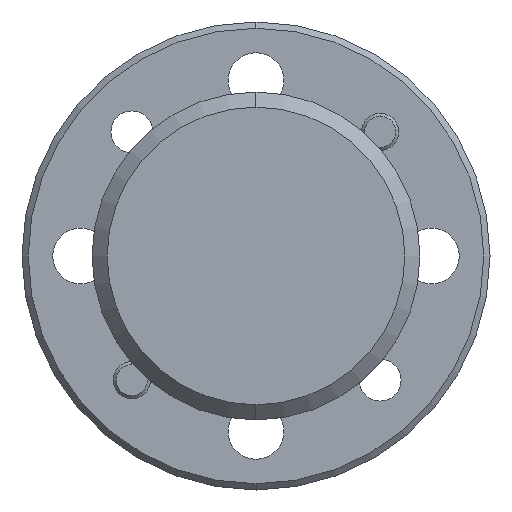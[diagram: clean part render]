
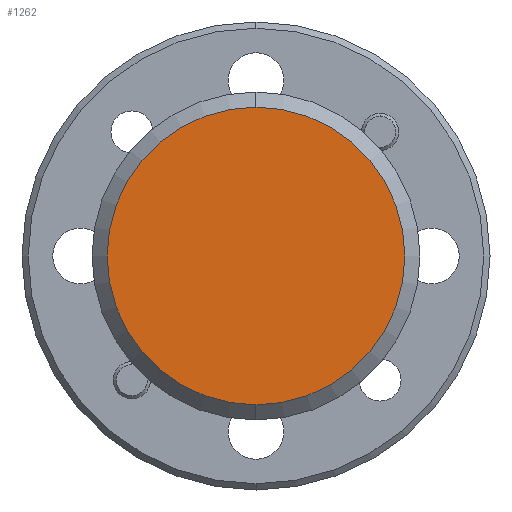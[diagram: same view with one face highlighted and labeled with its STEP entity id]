
A CAD part, left-side view. The second image highlights one B-rep face of the part: STEP entity #1262.
In plain terms, the highlighted planar face has unit normal (-1, 0, 0).
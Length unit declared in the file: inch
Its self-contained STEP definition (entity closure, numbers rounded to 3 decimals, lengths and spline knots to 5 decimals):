
#61 = CARTESIAN_POINT ( 'NONE',  ( -1., 0., -0.2385 ) ) ;
#111 = DIRECTION ( 'NONE',  ( -1., 0., 0. ) ) ;
#156 = FACE_OUTER_BOUND ( 'NONE', #1813, .T. ) ;
#261 = PLANE ( 'NONE',  #1411 ) ;
#341 = CIRCLE ( 'NONE', #1030, 0.2385 ) ;
#624 = ORIENTED_EDGE ( 'NONE', *, *, #1326, .T. ) ;
#798 = CARTESIAN_POINT ( 'NONE',  ( -1., 0., 0.2385 ) ) ;
#881 = DIRECTION ( 'NONE',  ( -1., 0., 0. ) ) ;
#917 = CARTESIAN_POINT ( 'NONE',  ( -1., 0., 0. ) ) ;
#1030 = AXIS2_PLACEMENT_3D ( 'NONE', #1882, #2037, #2029 ) ;
#1262 = ADVANCED_FACE ( 'NONE', ( #156 ), #261, .T. ) ;
#1318 = CIRCLE ( 'NONE', #1826, 0.2385 ) ;
#1326 = EDGE_CURVE ( 'NONE', #1759, #1534, #1318, .T. ) ;
#1411 = AXIS2_PLACEMENT_3D ( 'NONE', #1855, #881, #2011 ) ;
#1534 = VERTEX_POINT ( 'NONE', #61 ) ;
#1560 = DIRECTION ( 'NONE',  ( 0., 0., 1. ) ) ;
#1759 = VERTEX_POINT ( 'NONE', #798 ) ;
#1813 = EDGE_LOOP ( 'NONE', ( #2059, #624 ) ) ;
#1826 = AXIS2_PLACEMENT_3D ( 'NONE', #917, #111, #1560 ) ;
#1855 = CARTESIAN_POINT ( 'NONE',  ( -1., 0.2685, 0. ) ) ;
#1882 = CARTESIAN_POINT ( 'NONE',  ( -1., 0., 0. ) ) ;
#1925 = EDGE_CURVE ( 'NONE', #1534, #1759, #341, .T. ) ;
#2011 = DIRECTION ( 'NONE',  ( 0., 0., 1. ) ) ;
#2029 = DIRECTION ( 'NONE',  ( 0., 0., 1. ) ) ;
#2037 = DIRECTION ( 'NONE',  ( -1., 0., 0. ) ) ;
#2059 = ORIENTED_EDGE ( 'NONE', *, *, #1925, .T. ) ;
